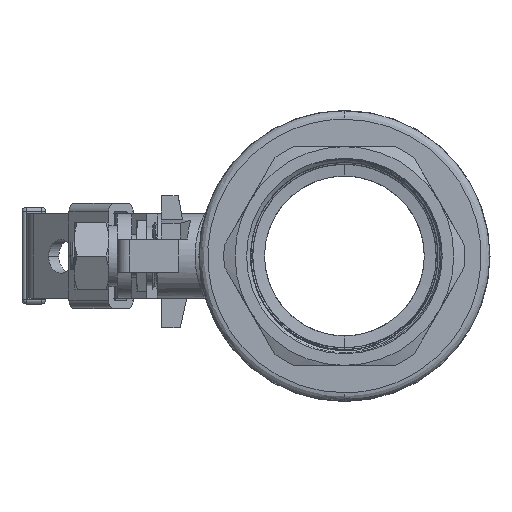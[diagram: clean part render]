
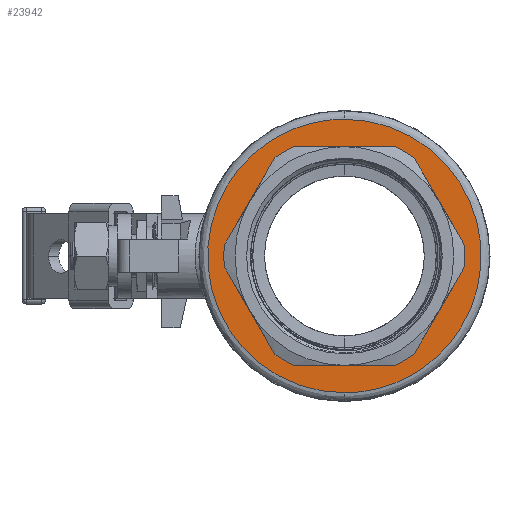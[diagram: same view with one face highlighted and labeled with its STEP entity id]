
A CAD part, left-side view. The second image highlights one B-rep face of the part: STEP entity #23942.
In plain terms, the highlighted face is planar.
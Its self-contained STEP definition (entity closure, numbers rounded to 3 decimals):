
#118 = AXIS2_PLACEMENT_3D ( 'NONE', #31045, #11802, #2358 ) ;
#890 = DIRECTION ( 'NONE',  ( 0., 0., 1. ) ) ;
#1373 = CARTESIAN_POINT ( 'NONE',  ( 32.5, 2.466, 0. ) ) ;
#1384 = AXIS2_PLACEMENT_3D ( 'NONE', #18088, #21725, #24529 ) ;
#1908 = CARTESIAN_POINT ( 'NONE',  ( 0., 2.466, 32.5 ) ) ;
#2358 = DIRECTION ( 'NONE',  ( 0., 0., 1. ) ) ;
#2755 = ORIENTED_EDGE ( 'NONE', *, *, #21286, .F. ) ;
#3221 = CIRCLE ( 'NONE', #10755, 28.65 ) ;
#3426 = EDGE_CURVE ( 'NONE', #9374, #37589, #3221, .T. ) ;
#3536 = DIRECTION ( 'NONE',  ( 0., 1., 0. ) ) ;
#3539 = DIRECTION ( 'NONE',  ( 0., 1., 0. ) ) ;
#3690 = CARTESIAN_POINT ( 'NONE',  ( -28.534, 2.466, -2.578 ) ) ;
#4478 = PLANE ( 'NONE',  #37301 ) ;
#5162 = CARTESIAN_POINT ( 'NONE',  ( 22.517, 2.466, -13. ) ) ;
#5225 = CARTESIAN_POINT ( 'NONE',  ( 0., 2.466, 0. ) ) ;
#5368 = LINE ( 'NONE', #31595, #14970 ) ;
#5392 = VERTEX_POINT ( 'NONE', #10033 ) ;
#5439 = CARTESIAN_POINT ( 'NONE',  ( 16.5, 2.466, 23.422 ) ) ;
#6364 = DIRECTION ( 'NONE',  ( 0., 0., 1. ) ) ;
#6589 = CARTESIAN_POINT ( 'NONE',  ( -65., 2.466, -32.5 ) ) ;
#6733 = CARTESIAN_POINT ( 'NONE',  ( 0., 2.466, -32.5 ) ) ;
#6867 = ORIENTED_EDGE ( 'NONE', *, *, #20726, .F. ) ;
#6932 = CARTESIAN_POINT ( 'NONE',  ( -28.534, 2.466, 2.578 ) ) ;
#7336 = AXIS2_PLACEMENT_3D ( 'NONE', #19601, #3539, #36137 ) ;
#7951 = DIRECTION ( 'NONE',  ( 0.5, 0., 0.866 ) ) ;
#8125 = DIRECTION ( 'NONE',  ( -0.5, 0., -0.866 ) ) ;
#8731 = EDGE_CURVE ( 'NONE', #5392, #15826, #40100, .T. ) ;
#9374 = VERTEX_POINT ( 'NONE', #27114 ) ;
#9400 = EDGE_CURVE ( 'NONE', #14682, #9374, #5368, .T. ) ;
#9528 = FACE_OUTER_BOUND ( 'NONE', #19967, .T. ) ;
#9862 = CARTESIAN_POINT ( 'NONE',  ( 0., 2.466, 32.5 ) ) ;
#9998 = VERTEX_POINT ( 'NONE', #40374 ) ;
#10033 = CARTESIAN_POINT ( 'NONE',  ( 12.034, 2.466, -26. ) ) ;
#10311 = CARTESIAN_POINT ( 'NONE',  ( 0., 2.466, -26. ) ) ;
#10453 = CARTESIAN_POINT ( 'NONE',  ( -16.5, 2.466, 23.422 ) ) ;
#10597 = ORIENTED_EDGE ( 'NONE', *, *, #8731, .F. ) ;
#10755 = AXIS2_PLACEMENT_3D ( 'NONE', #38735, #36465, #890 ) ;
#11116 = ORIENTED_EDGE ( 'NONE', *, *, #12836, .F. ) ;
#11207 = CIRCLE ( 'NONE', #18428, 28.65 ) ;
#11288 = VERTEX_POINT ( 'NONE', #25368 ) ;
#11407 = VERTEX_POINT ( 'NONE', #6932 ) ;
#11802 = DIRECTION ( 'NONE',  ( 0., 1., 0. ) ) ;
#12836 = EDGE_CURVE ( 'NONE', #18007, #14277, #21358, .T. ) ;
#13289 = DIRECTION ( 'NONE',  ( -1., 0., 0. ) ) ;
#13407 = CARTESIAN_POINT ( 'NONE',  ( -12.034, 2.466, 26. ) ) ;
#13683 = EDGE_CURVE ( 'NONE', #19850, #37690, #34448, .T. ) ;
#14229 = DIRECTION ( 'NONE',  ( 0., -1., 0. ) ) ;
#14277 = VERTEX_POINT ( 'NONE', #34056 ) ;
#14682 = VERTEX_POINT ( 'NONE', #13407 ) ;
#14970 = VECTOR ( 'NONE', #31046, 1000. ) ;
#15533 = EDGE_CURVE ( 'NONE', #14277, #11288, #16326, .T. ) ;
#15710 = ORIENTED_EDGE ( 'NONE', *, *, #9400, .F. ) ;
#15826 = VERTEX_POINT ( 'NONE', #40987 ) ;
#15864 = CARTESIAN_POINT ( 'NONE',  ( -22.517, 2.466, -13. ) ) ;
#16326 = LINE ( 'NONE', #5162, #40437 ) ;
#16586 = FACE_BOUND ( 'NONE', #38182, .T. ) ;
#17710 = ORIENTED_EDGE ( 'NONE', *, *, #20562, .F. ) ;
#17915 = VERTEX_POINT ( 'NONE', #3690 ) ;
#18007 = VERTEX_POINT ( 'NONE', #20694 ) ;
#18088 = CARTESIAN_POINT ( 'NONE',  ( 0., 2.466, 0. ) ) ;
#18428 = AXIS2_PLACEMENT_3D ( 'NONE', #5225, #36981, #36846 ) ;
#18912 = LINE ( 'NONE', #15864, #41019 ) ;
#19588 = EDGE_CURVE ( 'NONE', #15826, #9998, #32239, .T. ) ;
#19601 = CARTESIAN_POINT ( 'NONE',  ( 0., 2.466, 0. ) ) ;
#19850 = VERTEX_POINT ( 'NONE', #9862 ) ;
#19885 = ORIENTED_EDGE ( 'NONE', *, *, #13683, .F. ) ;
#19967 = EDGE_LOOP ( 'NONE', ( #19885, #22979 ) ) ;
#20111 = CIRCLE ( 'NONE', #1384, 28.65 ) ;
#20131 =( BOUNDED_CURVE ( )  B_SPLINE_CURVE ( 3, ( #21375, #30753, #40569, #1908 ),
 .UNSPECIFIED., .F., .F. ) 
 B_SPLINE_CURVE_WITH_KNOTS ( ( 4, 4 ),
 ( 0., 1. ),
 .UNSPECIFIED. ) 
 CURVE ( )  GEOMETRIC_REPRESENTATION_ITEM ( )  RATIONAL_B_SPLINE_CURVE ( ( 1., 0.333, 0.333, 1. ) ) 
 REPRESENTATION_ITEM ( '' )  );
#20562 = EDGE_CURVE ( 'NONE', #11407, #24955, #21115, .T. ) ;
#20694 = CARTESIAN_POINT ( 'NONE',  ( 28.534, 2.466, 2.578 ) ) ;
#20726 = EDGE_CURVE ( 'NONE', #17915, #11407, #20111, .T. ) ;
#20742 = CARTESIAN_POINT ( 'NONE',  ( -22.517, 2.466, 13. ) ) ;
#21115 = LINE ( 'NONE', #20742, #36179 ) ;
#21286 = EDGE_CURVE ( 'NONE', #11288, #5392, #11207, .T. ) ;
#21358 = CIRCLE ( 'NONE', #30685, 28.65 ) ;
#21375 = CARTESIAN_POINT ( 'NONE',  ( 0., 2.466, -32.5 ) ) ;
#21725 = DIRECTION ( 'NONE',  ( 0., 1., 0. ) ) ;
#22319 = DIRECTION ( 'NONE',  ( -0.5, 0., 0.866 ) ) ;
#22979 = ORIENTED_EDGE ( 'NONE', *, *, #34292, .F. ) ;
#23942 = ADVANCED_FACE ( 'NONE', ( #9528, #16586 ), #4478, .F. ) ;
#24354 = CARTESIAN_POINT ( 'NONE',  ( 22.517, 2.466, 13. ) ) ;
#24529 = DIRECTION ( 'NONE',  ( 0., 0., 1. ) ) ;
#24955 = VERTEX_POINT ( 'NONE', #10453 ) ;
#25136 = ORIENTED_EDGE ( 'NONE', *, *, #37600, .F. ) ;
#25368 = CARTESIAN_POINT ( 'NONE',  ( 16.5, 2.466, -23.422 ) ) ;
#25990 = CARTESIAN_POINT ( 'NONE',  ( 0., 2.466, 32.5 ) ) ;
#26183 = ORIENTED_EDGE ( 'NONE', *, *, #38838, .F. ) ;
#27114 = CARTESIAN_POINT ( 'NONE',  ( 12.034, 2.466, 26. ) ) ;
#29094 = CARTESIAN_POINT ( 'NONE',  ( -65., 2.466, 32.5 ) ) ;
#29247 = EDGE_CURVE ( 'NONE', #9998, #17915, #18912, .T. ) ;
#29549 = VECTOR ( 'NONE', #13289, 1000. ) ;
#30685 = AXIS2_PLACEMENT_3D ( 'NONE', #32383, #3536, #6364 ) ;
#30753 = CARTESIAN_POINT ( 'NONE',  ( 65., 2.466, -32.5 ) ) ;
#31045 = CARTESIAN_POINT ( 'NONE',  ( 0., 2.466, 0. ) ) ;
#31046 = DIRECTION ( 'NONE',  ( 1., 0., 0. ) ) ;
#31595 = CARTESIAN_POINT ( 'NONE',  ( 0., 2.466, 26. ) ) ;
#32239 = CIRCLE ( 'NONE', #7336, 28.65 ) ;
#32383 = CARTESIAN_POINT ( 'NONE',  ( 0., 2.466, 0. ) ) ;
#34042 = DIRECTION ( 'NONE',  ( 0.5, 0., -0.866 ) ) ;
#34056 = CARTESIAN_POINT ( 'NONE',  ( 28.534, 2.466, -2.578 ) ) ;
#34292 = EDGE_CURVE ( 'NONE', #37690, #19850, #20131, .T. ) ;
#34448 =( BOUNDED_CURVE ( )  B_SPLINE_CURVE ( 3, ( #25990, #29094, #6589, #6733 ),
 .UNSPECIFIED., .F., .T. ) 
 B_SPLINE_CURVE_WITH_KNOTS ( ( 4, 4 ),
 ( 0., 1. ),
 .UNSPECIFIED. ) 
 CURVE ( )  GEOMETRIC_REPRESENTATION_ITEM ( )  RATIONAL_B_SPLINE_CURVE ( ( 1., 0.333, 0.333, 1. ) ) 
 REPRESENTATION_ITEM ( '' )  );
#36137 = DIRECTION ( 'NONE',  ( 0., 0., 1. ) ) ;
#36179 = VECTOR ( 'NONE', #7951, 1000. ) ;
#36202 = LINE ( 'NONE', #24354, #37205 ) ;
#36271 = ORIENTED_EDGE ( 'NONE', *, *, #3426, .F. ) ;
#36465 = DIRECTION ( 'NONE',  ( 0., 1., 0. ) ) ;
#36763 = ORIENTED_EDGE ( 'NONE', *, *, #15533, .F. ) ;
#36846 = DIRECTION ( 'NONE',  ( 0., 0., 1. ) ) ;
#36981 = DIRECTION ( 'NONE',  ( 0., 1., 0. ) ) ;
#37205 = VECTOR ( 'NONE', #34042, 1000. ) ;
#37301 = AXIS2_PLACEMENT_3D ( 'NONE', #1373, #14229, #39775 ) ;
#37589 = VERTEX_POINT ( 'NONE', #5439 ) ;
#37600 = EDGE_CURVE ( 'NONE', #24955, #14682, #39777, .T. ) ;
#37690 = VERTEX_POINT ( 'NONE', #40259 ) ;
#38182 = EDGE_LOOP ( 'NONE', ( #2755, #36763, #11116, #26183, #36271, #15710, #25136, #17710, #6867, #40153, #40792, #10597 ) ) ;
#38735 = CARTESIAN_POINT ( 'NONE',  ( 0., 2.466, 0. ) ) ;
#38838 = EDGE_CURVE ( 'NONE', #37589, #18007, #36202, .T. ) ;
#39775 = DIRECTION ( 'NONE',  ( 0., 0., -1. ) ) ;
#39777 = CIRCLE ( 'NONE', #118, 28.65 ) ;
#40100 = LINE ( 'NONE', #10311, #29549 ) ;
#40153 = ORIENTED_EDGE ( 'NONE', *, *, #29247, .F. ) ;
#40259 = CARTESIAN_POINT ( 'NONE',  ( 0., 2.466, -32.5 ) ) ;
#40374 = CARTESIAN_POINT ( 'NONE',  ( -16.5, 2.466, -23.422 ) ) ;
#40437 = VECTOR ( 'NONE', #8125, 1000. ) ;
#40569 = CARTESIAN_POINT ( 'NONE',  ( 65., 2.466, 32.5 ) ) ;
#40792 = ORIENTED_EDGE ( 'NONE', *, *, #19588, .F. ) ;
#40987 = CARTESIAN_POINT ( 'NONE',  ( -12.034, 2.466, -26. ) ) ;
#41019 = VECTOR ( 'NONE', #22319, 1000. ) ;
